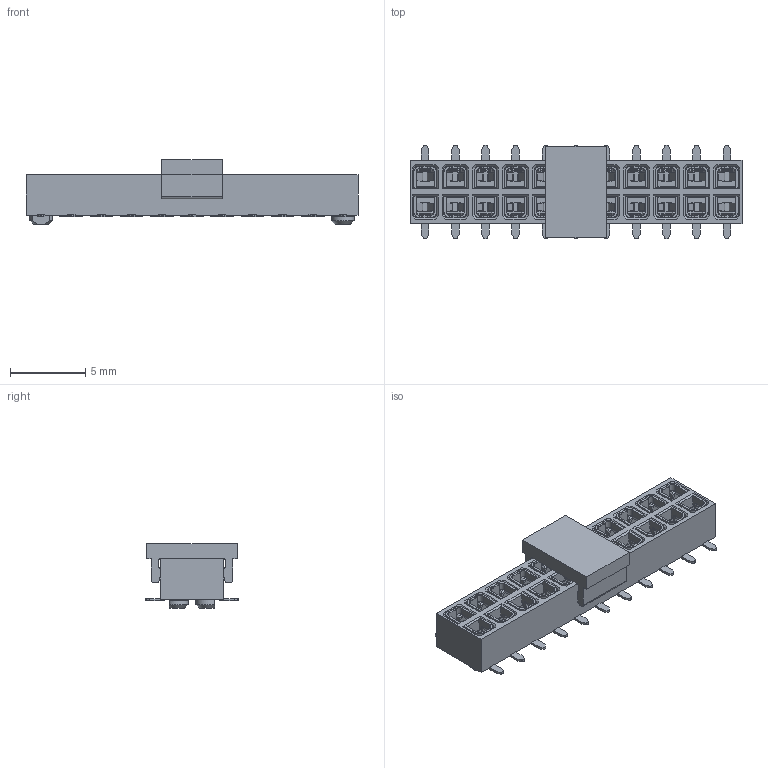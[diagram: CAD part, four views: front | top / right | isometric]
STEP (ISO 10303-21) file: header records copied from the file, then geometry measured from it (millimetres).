
FILE_DESCRIPTION( ('This file contains a STEP AP42 implementation' ,'as created by ZW3D STEP Interface translator.') ,'2;1' );
FILE_NAME( '2228T-2XXMXXCUNX2.stp' ,'23 412.145915', (''), ('ZWCAD Software Co.'), 'Version 1.0', 'ZW3D to STEP translator', '' );
FILE_SCHEMA(('AUTOMOTIVE_DESIGN { 1 0 10303 214 1 1 1 1 }'));
Length unit declared in the file: millimetre
Products named in the file (2): 0; 2228T-211MG0CUNR2
Bounding box: 22 x 6.2 x 4.3 mm (x, y, z)
Volume: 203.8 mm3; surface area: 944.4 mm2
Topology: 1 solids, 3 shells, 3290 faces, 9036 edges, 5756 vertices
Faces by surface type: plane 2288, cylinder 956, bspline 46
Entity records: 107297 total; most frequent: CARTESIAN_POINT 20197, ORIENTED_EDGE 18336, DIRECTION 16638, EDGE_CURVE 9036, VECTOR 6672, LINE 6672, VERTEX_POINT 5756, AXIS2_PLACEMENT_3D 4983
